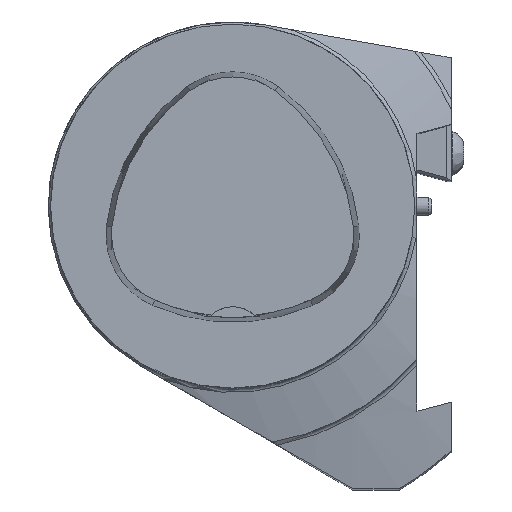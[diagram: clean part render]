
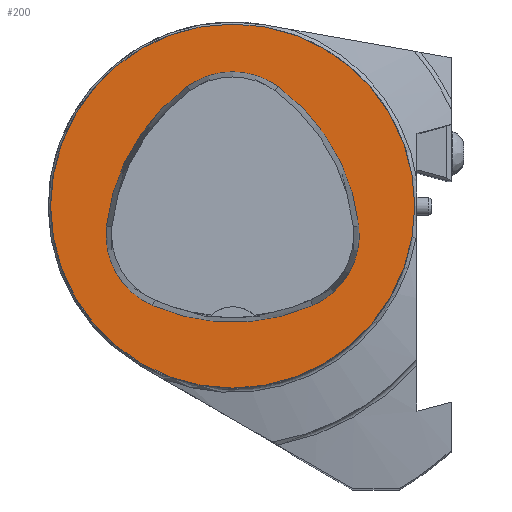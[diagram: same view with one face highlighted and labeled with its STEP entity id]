
A CAD part, top view. The second image highlights one B-rep face of the part: STEP entity #200.
In plain terms, the highlighted planar face has unit normal (0, 0, 1).
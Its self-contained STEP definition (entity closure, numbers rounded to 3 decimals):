
#200=ADVANCED_FACE('',(#545,#546),#268,.T.);
#268=PLANE('',#1608);
#545=FACE_BOUND('',#633,.T.);
#546=FACE_BOUND('',#634,.T.);
#633=EDGE_LOOP('',(#974,#975,#976,#977,#978,#979));
#634=EDGE_LOOP('',(#980));
#974=ORIENTED_EDGE('',*,*,#1388,.T.);
#975=ORIENTED_EDGE('',*,*,#1368,.T.);
#976=ORIENTED_EDGE('',*,*,#1372,.T.);
#977=ORIENTED_EDGE('',*,*,#1375,.T.);
#978=ORIENTED_EDGE('',*,*,#1378,.T.);
#979=ORIENTED_EDGE('',*,*,#1386,.T.);
#980=ORIENTED_EDGE('',*,*,#1344,.F.);
#1177=VERTEX_POINT('',#2443);
#1191=VERTEX_POINT('',#2493);
#1192=VERTEX_POINT('',#2494);
#1195=VERTEX_POINT('',#2502);
#1197=VERTEX_POINT('',#2508);
#1199=VERTEX_POINT('',#2514);
#1206=VERTEX_POINT('',#2535);
#1344=EDGE_CURVE('',#1177,#1177,#1445,.T.);
#1368=EDGE_CURVE('',#1191,#1192,#1446,.T.);
#1372=EDGE_CURVE('',#1192,#1195,#1448,.T.);
#1375=EDGE_CURVE('',#1195,#1197,#1450,.T.);
#1378=EDGE_CURVE('',#1197,#1199,#1452,.T.);
#1386=EDGE_CURVE('',#1199,#1206,#1456,.T.);
#1388=EDGE_CURVE('',#1206,#1191,#1458,.T.);
#1445=CIRCLE('',#1568,40.);
#1446=CIRCLE('',#1586,44.);
#1448=CIRCLE('',#1589,17.);
#1450=CIRCLE('',#1592,44.);
#1452=CIRCLE('',#1595,17.);
#1456=CIRCLE('',#1600,44.);
#1458=CIRCLE('',#1603,17.);
#1568=AXIS2_PLACEMENT_3D('',#2442,#1849,#1850);
#1586=AXIS2_PLACEMENT_3D('',#2492,#1903,#1904);
#1589=AXIS2_PLACEMENT_3D('',#2501,#1911,#1912);
#1592=AXIS2_PLACEMENT_3D('',#2507,#1918,#1919);
#1595=AXIS2_PLACEMENT_3D('',#2513,#1925,#1926);
#1600=AXIS2_PLACEMENT_3D('',#2536,#1937,#1938);
#1603=AXIS2_PLACEMENT_3D('',#2539,#1943,#1944);
#1608=AXIS2_PLACEMENT_3D('',#2544,#1953,#1954);
#1849=DIRECTION('',(0.,0.,-1.));
#1850=DIRECTION('',(-1.,0.,0.));
#1903=DIRECTION('',(0.,0.,-1.));
#1904=DIRECTION('',(-1.,0.,0.));
#1911=DIRECTION('',(0.,0.,-1.));
#1912=DIRECTION('',(-1.,0.,0.));
#1918=DIRECTION('',(0.,0.,-1.));
#1919=DIRECTION('',(-1.,0.,0.));
#1925=DIRECTION('',(0.,0.,-1.));
#1926=DIRECTION('',(-1.,0.,0.));
#1937=DIRECTION('',(0.,0.,-1.));
#1938=DIRECTION('',(-1.,0.,0.));
#1943=DIRECTION('',(0.,0.,-1.));
#1944=DIRECTION('',(-1.,0.,0.));
#1953=DIRECTION('',(0.,0.,1.));
#1954=DIRECTION('',(1.,0.,0.));
#2442=CARTESIAN_POINT('',(0.,0.,0.));
#2443=CARTESIAN_POINT('',(-40.,0.,0.));
#2492=CARTESIAN_POINT('',(16.01,-9.224,0.));
#2493=CARTESIAN_POINT('',(-27.722,-4.378,0.));
#2494=CARTESIAN_POINT('',(-10.119,26.178,0.));
#2501=CARTESIAN_POINT('',(-0.023,12.5,0.));
#2502=CARTESIAN_POINT('',(10.049,26.194,0.));
#2507=CARTESIAN_POINT('',(-16.021,-9.25,0.));
#2508=CARTESIAN_POINT('',(27.71,-4.394,0.));
#2513=CARTESIAN_POINT('',(10.814,-6.27,0.));
#2514=CARTESIAN_POINT('',(17.611,-21.852,0.));
#2535=CARTESIAN_POINT('',(-17.652,-21.819,0.));
#2536=CARTESIAN_POINT('',(0.017,18.477,0.));
#2539=CARTESIAN_POINT('',(-10.825,-6.25,0.));
#2544=CARTESIAN_POINT('',(0.,0.,0.));
